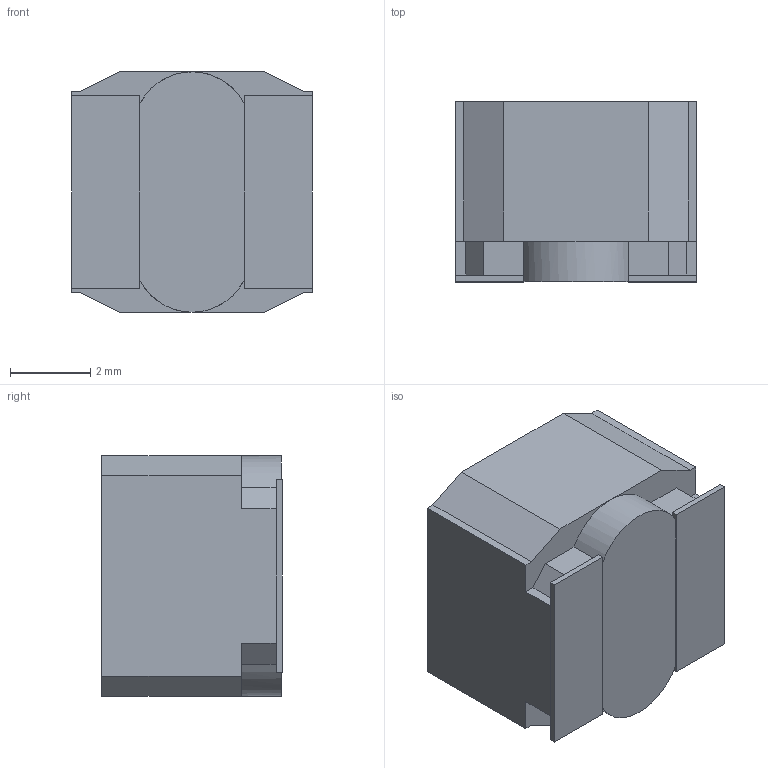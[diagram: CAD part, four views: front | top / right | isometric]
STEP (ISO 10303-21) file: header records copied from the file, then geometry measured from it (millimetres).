
FILE_DESCRIPTION (( 'STEP AP214' ), '1' );
FILE_NAME ('vls6045af.STEP', '2020-08-09T21:30:21', ( '' ), ( '' ), 'SwSTEP 2.0', 'SolidWorks 2019', '' );
FILE_SCHEMA (( 'AUTOMOTIVE_DESIGN' ));
Length unit declared in the file: inch
Products named in the file (5): VLS6045EX_T(3Dmodel).step.STEP; vls6045af; vls6045af(1).step.STEP; VLS6045EX_C(3Dmodel).step.STEP; vls6045af.STEP
Assembly tree (4 placements, depth 4):
  vls6045af
    vls6045af.STEP
      vls6045af(1).step.STEP
        VLS6045EX_C(3Dmodel).step.STEP
        VLS6045EX_T(3Dmodel).step.STEP
Bounding box: 6 x 4.5 x 6 mm (x, y, z)
Volume: 149.4 mm3; surface area: 204.1 mm2
Topology: 3 solids, 3 shells, 81 faces, 396 edges, 353 vertices
Faces by surface type: plane 78, cylinder 3
Entity records: 4926 total; most frequent: CARTESIAN_POINT 2112, ORIENTED_EDGE 792, EDGE_CURVE 396, B_SPLINE_CURVE_WITH_KNOTS 372, VERTEX_POINT 353, DIRECTION 204, EDGE_LOOP 113, AXIS2_PLACEMENT_3D 90
